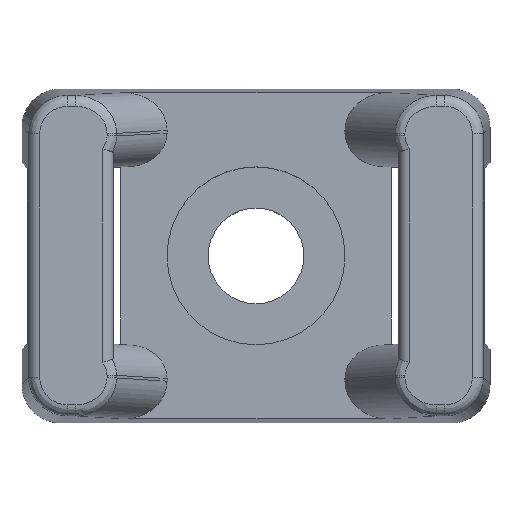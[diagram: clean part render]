
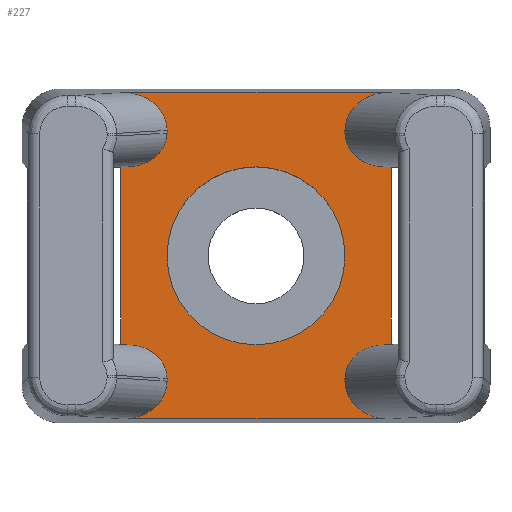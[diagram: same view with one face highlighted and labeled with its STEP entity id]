
A CAD part, top view. The second image highlights one B-rep face of the part: STEP entity #227.
In plain terms, the highlighted planar face has unit normal (0, 0, 1).
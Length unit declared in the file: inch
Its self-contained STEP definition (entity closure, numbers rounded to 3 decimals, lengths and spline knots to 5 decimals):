
#135=FACE_BOUND('',#368,.T.);
#136=FACE_BOUND('',#369,.T.);
#144=CIRCLE('',#1423,0.1625);
#191=ELLIPSE('',#1424,0.06931,0.06);
#192=ELLIPSE('',#1425,0.08087,0.07);
#193=ELLIPSE('',#1426,0.08087,0.07);
#194=ELLIPSE('',#1427,0.06931,0.06);
#195=ELLIPSE('',#1428,0.06931,0.06);
#196=ELLIPSE('',#1429,0.08087,0.07);
#197=ELLIPSE('',#1430,0.08087,0.07);
#198=ELLIPSE('',#1431,0.06931,0.06);
#227=ADVANCED_FACE('',(#135,#136),#288,.T.);
#288=PLANE('',#1432);
#368=EDGE_LOOP('',(#538));
#369=EDGE_LOOP('',(#539,#540,#541,#542,#543,#544,#545,#546,#547,#548,#549,
#550,#551,#552,#553,#554,#555,#556,#557,#558));
#538=ORIENTED_EDGE('',*,*,#945,.T.);
#539=ORIENTED_EDGE('',*,*,#903,.T.);
#540=ORIENTED_EDGE('',*,*,#946,.T.);
#541=ORIENTED_EDGE('',*,*,#947,.T.);
#542=ORIENTED_EDGE('',*,*,#948,.T.);
#543=ORIENTED_EDGE('',*,*,#856,.F.);
#544=ORIENTED_EDGE('',*,*,#949,.T.);
#545=ORIENTED_EDGE('',*,*,#950,.T.);
#546=ORIENTED_EDGE('',*,*,#951,.T.);
#547=ORIENTED_EDGE('',*,*,#907,.T.);
#548=ORIENTED_EDGE('',*,*,#944,.T.);
#549=ORIENTED_EDGE('',*,*,#897,.F.);
#550=ORIENTED_EDGE('',*,*,#952,.T.);
#551=ORIENTED_EDGE('',*,*,#953,.T.);
#552=ORIENTED_EDGE('',*,*,#954,.T.);
#553=ORIENTED_EDGE('',*,*,#860,.F.);
#554=ORIENTED_EDGE('',*,*,#955,.T.);
#555=ORIENTED_EDGE('',*,*,#956,.T.);
#556=ORIENTED_EDGE('',*,*,#957,.T.);
#557=ORIENTED_EDGE('',*,*,#889,.F.);
#558=ORIENTED_EDGE('',*,*,#958,.F.);
#745=VERTEX_POINT('',#1878);
#752=VERTEX_POINT('',#1891);
#756=VERTEX_POINT('',#1900);
#757=VERTEX_POINT('',#1902);
#785=VERTEX_POINT('',#1962);
#786=VERTEX_POINT('',#1963);
#793=VERTEX_POINT('',#1978);
#794=VERTEX_POINT('',#1980);
#799=VERTEX_POINT('',#1991);
#800=VERTEX_POINT('',#1993);
#803=VERTEX_POINT('',#2001);
#804=VERTEX_POINT('',#2002);
#826=VERTEX_POINT('',#2071);
#827=VERTEX_POINT('',#2073);
#828=VERTEX_POINT('',#2075);
#829=VERTEX_POINT('',#2078);
#830=VERTEX_POINT('',#2080);
#831=VERTEX_POINT('',#2083);
#832=VERTEX_POINT('',#2085);
#833=VERTEX_POINT('',#2088);
#834=VERTEX_POINT('',#2090);
#856=EDGE_CURVE('',#752,#745,#1125,.T.);
#860=EDGE_CURVE('',#756,#757,#1129,.T.);
#889=EDGE_CURVE('',#785,#786,#1146,.T.);
#897=EDGE_CURVE('',#793,#794,#1154,.T.);
#903=EDGE_CURVE('',#800,#799,#1160,.T.);
#907=EDGE_CURVE('',#803,#804,#1164,.T.);
#944=EDGE_CURVE('',#804,#794,#1188,.T.);
#945=EDGE_CURVE('',#826,#826,#144,.T.);
#946=EDGE_CURVE('',#799,#827,#191,.T.);
#947=EDGE_CURVE('',#827,#828,#1189,.T.);
#948=EDGE_CURVE('',#828,#745,#192,.T.);
#949=EDGE_CURVE('',#752,#829,#193,.T.);
#950=EDGE_CURVE('',#829,#830,#1190,.T.);
#951=EDGE_CURVE('',#830,#803,#194,.T.);
#952=EDGE_CURVE('',#793,#831,#195,.T.);
#953=EDGE_CURVE('',#831,#832,#1191,.T.);
#954=EDGE_CURVE('',#832,#757,#196,.T.);
#955=EDGE_CURVE('',#756,#833,#197,.T.);
#956=EDGE_CURVE('',#833,#834,#1192,.T.);
#957=EDGE_CURVE('',#834,#786,#198,.T.);
#958=EDGE_CURVE('',#800,#785,#1193,.T.);
#1125=LINE('',#1892,#1239);
#1129=LINE('',#1901,#1243);
#1146=LINE('',#1961,#1260);
#1154=LINE('',#1979,#1268);
#1160=LINE('',#1992,#1274);
#1164=LINE('',#2000,#1278);
#1188=LINE('',#2068,#1302);
#1189=LINE('',#2074,#1303);
#1190=LINE('',#2079,#1304);
#1191=LINE('',#2084,#1305);
#1192=LINE('',#2089,#1306);
#1193=LINE('',#2092,#1307);
#1239=VECTOR('',#1534,1.);
#1243=VECTOR('',#1540,1.);
#1260=VECTOR('',#1587,1.);
#1268=VECTOR('',#1597,1.);
#1274=VECTOR('',#1605,1.);
#1278=VECTOR('',#1611,1.);
#1302=VECTOR('',#1677,1.);
#1303=VECTOR('',#1684,1.);
#1304=VECTOR('',#1689,1.);
#1305=VECTOR('',#1694,1.);
#1306=VECTOR('',#1699,1.);
#1307=VECTOR('',#1702,1.);
#1423=AXIS2_PLACEMENT_3D('',#2070,#1680,#1681);
#1424=AXIS2_PLACEMENT_3D('',#2072,#1682,#1683);
#1425=AXIS2_PLACEMENT_3D('',#2076,#1685,#1686);
#1426=AXIS2_PLACEMENT_3D('',#2077,#1687,#1688);
#1427=AXIS2_PLACEMENT_3D('',#2081,#1690,#1691);
#1428=AXIS2_PLACEMENT_3D('',#2082,#1692,#1693);
#1429=AXIS2_PLACEMENT_3D('',#2086,#1695,#1696);
#1430=AXIS2_PLACEMENT_3D('',#2087,#1697,#1698);
#1431=AXIS2_PLACEMENT_3D('',#2091,#1700,#1701);
#1432=AXIS2_PLACEMENT_3D('',#2093,#1703,#1704);
#1534=DIRECTION('',(1.,0.,0.));
#1540=DIRECTION('',(-1.,0.,0.));
#1587=DIRECTION('',(-1.,0.,0.));
#1597=DIRECTION('',(-1.,0.,0.));
#1605=DIRECTION('',(-1.,0.,0.));
#1611=DIRECTION('',(-1.,0.,0.));
#1677=DIRECTION('',(0.,-1.,0.));
#1680=DIRECTION('',(0.,0.,-1.));
#1681=DIRECTION('',(-1.,0.,0.));
#1682=DIRECTION('',(0.,0.,-1.));
#1683=DIRECTION('',(0.998,-0.06,0.));
#1684=DIRECTION('',(0.,1.,0.));
#1685=DIRECTION('',(0.,0.,-1.));
#1686=DIRECTION('',(0.998,-0.06,0.));
#1687=DIRECTION('',(0.,0.,-1.));
#1688=DIRECTION('',(0.998,0.06,0.));
#1689=DIRECTION('',(0.,-1.,0.));
#1690=DIRECTION('',(0.,0.,-1.));
#1691=DIRECTION('',(0.998,0.06,0.));
#1692=DIRECTION('',(0.,0.,-1.));
#1693=DIRECTION('',(0.998,-0.06,0.));
#1694=DIRECTION('',(0.,-1.,0.));
#1695=DIRECTION('',(0.,0.,-1.));
#1696=DIRECTION('',(-0.998,0.06,0.));
#1697=DIRECTION('',(0.,0.,-1.));
#1698=DIRECTION('',(-0.998,-0.06,0.));
#1699=DIRECTION('',(0.,1.,0.));
#1700=DIRECTION('',(0.,0.,-1.));
#1701=DIRECTION('',(0.998,0.06,0.));
#1702=DIRECTION('',(0.,-1.,0.));
#1703=DIRECTION('',(0.,0.,1.));
#1704=DIRECTION('',(1.,0.,0.));
#1878=CARTESIAN_POINT('',(0.24192,0.29784,0.205));
#1891=CARTESIAN_POINT('',(-0.24192,0.29784,0.205));
#1892=CARTESIAN_POINT('',(-0.4275,0.29784,0.205));
#1900=CARTESIAN_POINT('',(0.24192,-0.29784,0.205));
#1901=CARTESIAN_POINT('',(-0.4275,-0.29784,0.205));
#1902=CARTESIAN_POINT('',(-0.24192,-0.29784,0.205));
#1961=CARTESIAN_POINT('',(0.,-0.16311,0.205));
#1962=CARTESIAN_POINT('',(0.24716,-0.16311,0.205));
#1963=CARTESIAN_POINT('',(0.23299,-0.16311,0.205));
#1978=CARTESIAN_POINT('',(-0.23299,-0.16311,0.205));
#1979=CARTESIAN_POINT('',(0.,-0.16311,0.205));
#1980=CARTESIAN_POINT('',(-0.24716,-0.16311,0.205));
#1991=CARTESIAN_POINT('',(0.23299,0.16311,0.205));
#1992=CARTESIAN_POINT('',(0.,0.16311,0.205));
#1993=CARTESIAN_POINT('',(0.24716,0.16311,0.205));
#2000=CARTESIAN_POINT('',(0.,0.16311,0.205));
#2001=CARTESIAN_POINT('',(-0.23299,0.16311,0.205));
#2002=CARTESIAN_POINT('',(-0.24716,0.16311,0.205));
#2068=CARTESIAN_POINT('',(-0.24716,-0.16,0.205));
#2070=CARTESIAN_POINT('',(0.,0.,0.205));
#2071=CARTESIAN_POINT('',(-0.1625,0.,0.205));
#2072=CARTESIAN_POINT('',(0.23178,0.22314,0.205));
#2073=CARTESIAN_POINT('',(0.1625,0.22419,0.205));
#2074=CARTESIAN_POINT('',(0.1625,-0.5,0.205));
#2075=CARTESIAN_POINT('',(0.1625,0.22902,0.205));
#2076=CARTESIAN_POINT('',(0.24333,0.2278,0.205));
#2077=CARTESIAN_POINT('',(-0.24333,0.2278,0.205));
#2078=CARTESIAN_POINT('',(-0.1625,0.22902,0.205));
#2079=CARTESIAN_POINT('',(-0.1625,-0.5,0.205));
#2080=CARTESIAN_POINT('',(-0.1625,0.22419,0.205));
#2081=CARTESIAN_POINT('',(-0.23178,0.22314,0.205));
#2082=CARTESIAN_POINT('',(-0.23178,-0.22314,0.205));
#2083=CARTESIAN_POINT('',(-0.1625,-0.22419,0.205));
#2084=CARTESIAN_POINT('',(-0.1625,-0.5,0.205));
#2085=CARTESIAN_POINT('',(-0.1625,-0.22902,0.205));
#2086=CARTESIAN_POINT('',(-0.24333,-0.2278,0.205));
#2087=CARTESIAN_POINT('',(0.24333,-0.2278,0.205));
#2088=CARTESIAN_POINT('',(0.1625,-0.22902,0.205));
#2089=CARTESIAN_POINT('',(0.1625,-0.5,0.205));
#2090=CARTESIAN_POINT('',(0.1625,-0.22419,0.205));
#2091=CARTESIAN_POINT('',(0.23178,-0.22314,0.205));
#2092=CARTESIAN_POINT('',(0.24716,-0.16,0.205));
#2093=CARTESIAN_POINT('',(0.,-0.16,0.205));
